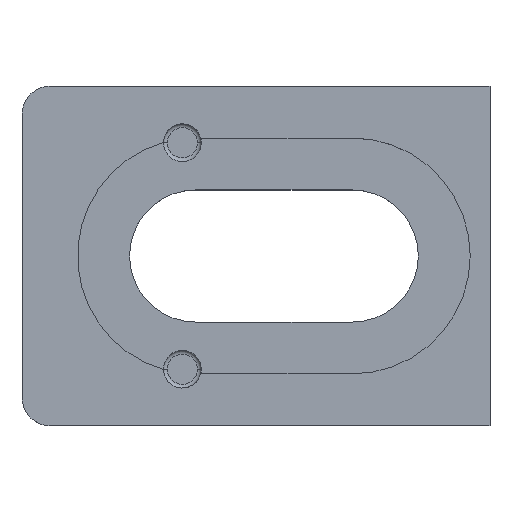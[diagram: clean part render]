
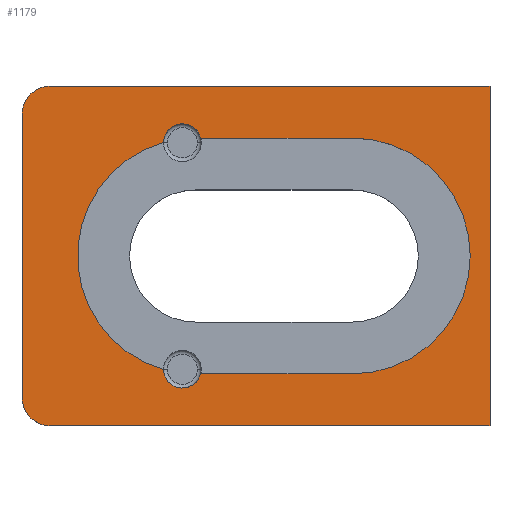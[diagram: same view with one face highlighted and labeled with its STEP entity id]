
A CAD part, top view. The second image highlights one B-rep face of the part: STEP entity #1179.
In plain terms, the highlighted planar face has unit normal (0, 0, 1).
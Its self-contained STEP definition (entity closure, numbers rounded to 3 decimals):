
#11 = CARTESIAN_POINT ( 'NONE',  ( -2.932, -6.25, 3. ) ) ;
#18 = CARTESIAN_POINT ( 'NONE',  ( -4.9, -6.014, 3. ) ) ;
#33 = DIRECTION ( 'NONE',  ( 0., 0., 1. ) ) ;
#63 = CARTESIAN_POINT ( 'NONE',  ( -3.9, 6., 3. ) ) ;
#68 = LINE ( 'NONE', #229, #1126 ) ;
#104 = ORIENTED_EDGE ( 'NONE', *, *, #1395, .T. ) ;
#111 = LINE ( 'NONE', #1225, #1583 ) ;
#113 = EDGE_CURVE ( 'NONE', #1050, #554, #1170, .T. ) ;
#149 = CARTESIAN_POINT ( 'NONE',  ( 0., 0., 3. ) ) ;
#156 = DIRECTION ( 'NONE',  ( 0., 0., 1. ) ) ;
#161 = LINE ( 'NONE', #985, #1016 ) ;
#183 = FACE_OUTER_BOUND ( 'NONE', #1586, .T. ) ;
#193 = VECTOR ( 'NONE', #1601, 1000. ) ;
#201 = CARTESIAN_POINT ( 'NONE',  ( -10.9, 9., 3. ) ) ;
#206 = DIRECTION ( 'NONE',  ( -1., 0., 0. ) ) ;
#214 = AXIS2_PLACEMENT_3D ( 'NONE', #400, #1286, #1029 ) ;
#226 = ORIENTED_EDGE ( 'NONE', *, *, #397, .T. ) ;
#229 = CARTESIAN_POINT ( 'NONE',  ( 12.4, -9., 3. ) ) ;
#248 = DIRECTION ( 'NONE',  ( 0., -1., 0. ) ) ;
#276 = VERTEX_POINT ( 'NONE', #877 ) ;
#284 = EDGE_LOOP ( 'NONE', ( #1575, #721, #813, #772, #1561, #1417, #389 ) ) ;
#291 = VERTEX_POINT ( 'NONE', #18 ) ;
#345 = VERTEX_POINT ( 'NONE', #1015 ) ;
#352 = CARTESIAN_POINT ( 'NONE',  ( -2.932, 6.25, 3. ) ) ;
#353 = ORIENTED_EDGE ( 'NONE', *, *, #1142, .T. ) ;
#354 = CARTESIAN_POINT ( 'NONE',  ( 5.1, 6.25, 3. ) ) ;
#384 = AXIS2_PLACEMENT_3D ( 'NONE', #1386, #156, #1399 ) ;
#389 = ORIENTED_EDGE ( 'NONE', *, *, #1565, .F. ) ;
#395 = DIRECTION ( 'NONE',  ( 1., 0., 0. ) ) ;
#397 = EDGE_CURVE ( 'NONE', #615, #1490, #904, .T. ) ;
#399 = DIRECTION ( 'NONE',  ( 0., 0., 1. ) ) ;
#400 = CARTESIAN_POINT ( 'NONE',  ( -10.9, -7.5, 3. ) ) ;
#418 = EDGE_CURVE ( 'NONE', #651, #760, #1400, .T. ) ;
#426 = PLANE ( 'NONE',  #835 ) ;
#440 = CARTESIAN_POINT ( 'NONE',  ( -10.9, -9., 3. ) ) ;
#446 = CARTESIAN_POINT ( 'NONE',  ( 11.35, 0., 3. ) ) ;
#450 = ORIENTED_EDGE ( 'NONE', *, *, #1271, .T. ) ;
#469 = VERTEX_POINT ( 'NONE', #446 ) ;
#470 = CIRCLE ( 'NONE', #803, 6.25 ) ;
#471 = AXIS2_PLACEMENT_3D ( 'NONE', #63, #1166, #555 ) ;
#477 = CIRCLE ( 'NONE', #1564, 1. ) ;
#554 = VERTEX_POINT ( 'NONE', #1061 ) ;
#555 = DIRECTION ( 'NONE',  ( 1., 0., 0. ) ) ;
#561 = DIRECTION ( 'NONE',  ( 1., 0., 0. ) ) ;
#607 = ORIENTED_EDGE ( 'NONE', *, *, #1456, .T. ) ;
#615 = VERTEX_POINT ( 'NONE', #1211 ) ;
#626 = CIRCLE ( 'NONE', #1010, 6.25 ) ;
#643 = CARTESIAN_POINT ( 'NONE',  ( 5.1, 0., 3. ) ) ;
#651 = VERTEX_POINT ( 'NONE', #11 ) ;
#652 = CARTESIAN_POINT ( 'NONE',  ( 5.1, 0., 3. ) ) ;
#667 = DIRECTION ( 'NONE',  ( 1., 0., 0. ) ) ;
#675 = CIRCLE ( 'NONE', #384, 1.5 ) ;
#721 = ORIENTED_EDGE ( 'NONE', *, *, #113, .F. ) ;
#734 = CARTESIAN_POINT ( 'NONE',  ( 12.4, 9., 3. ) ) ;
#748 = DIRECTION ( 'NONE',  ( -1., 0., 0. ) ) ;
#755 = EDGE_CURVE ( 'NONE', #1287, #615, #1352, .T. ) ;
#760 = VERTEX_POINT ( 'NONE', #1602 ) ;
#772 = ORIENTED_EDGE ( 'NONE', *, *, #1192, .F. ) ;
#787 = FACE_BOUND ( 'NONE', #284, .T. ) ;
#788 = CARTESIAN_POINT ( 'NONE',  ( 5.1, -6.25, 3. ) ) ;
#791 = DIRECTION ( 'NONE',  ( 0., 0., 1. ) ) ;
#803 = AXIS2_PLACEMENT_3D ( 'NONE', #652, #33, #667 ) ;
#813 = ORIENTED_EDGE ( 'NONE', *, *, #1084, .F. ) ;
#835 = AXIS2_PLACEMENT_3D ( 'NONE', #149, #1285, #1414 ) ;
#850 = VECTOR ( 'NONE', #395, 1000. ) ;
#852 = DIRECTION ( 'NONE',  ( -1., 0., 0. ) ) ;
#877 = CARTESIAN_POINT ( 'NONE',  ( 12.4, 9., 3. ) ) ;
#901 = CARTESIAN_POINT ( 'NONE',  ( -3.9, -6., 3. ) ) ;
#904 = CIRCLE ( 'NONE', #214, 1.5 ) ;
#964 = VERTEX_POINT ( 'NONE', #201 ) ;
#985 = CARTESIAN_POINT ( 'NONE',  ( 12.4, 9., 3. ) ) ;
#994 = CARTESIAN_POINT ( 'NONE',  ( -12.4, 9., 3. ) ) ;
#1010 = AXIS2_PLACEMENT_3D ( 'NONE', #1028, #399, #1514 ) ;
#1014 = DIRECTION ( 'NONE',  ( 1., 0., 0. ) ) ;
#1015 = CARTESIAN_POINT ( 'NONE',  ( 12.4, -9., 3. ) ) ;
#1016 = VECTOR ( 'NONE', #748, 1000. ) ;
#1028 = CARTESIAN_POINT ( 'NONE',  ( -3.2, 0., 3. ) ) ;
#1029 = DIRECTION ( 'NONE',  ( -1., 0., 0. ) ) ;
#1035 = AXIS2_PLACEMENT_3D ( 'NONE', #643, #1137, #1014 ) ;
#1050 = VERTEX_POINT ( 'NONE', #352 ) ;
#1061 = CARTESIAN_POINT ( 'NONE',  ( -4.9, 6.014, 3. ) ) ;
#1084 = EDGE_CURVE ( 'NONE', #1477, #1050, #111, .T. ) ;
#1092 = EDGE_CURVE ( 'NONE', #554, #291, #626, .T. ) ;
#1126 = VECTOR ( 'NONE', #561, 1000. ) ;
#1137 = DIRECTION ( 'NONE',  ( 0., 0., 1. ) ) ;
#1142 = EDGE_CURVE ( 'NONE', #964, #1287, #675, .T. ) ;
#1143 = ORIENTED_EDGE ( 'NONE', *, *, #755, .T. ) ;
#1166 = DIRECTION ( 'NONE',  ( 0., 0., 1. ) ) ;
#1170 = CIRCLE ( 'NONE', #471, 1. ) ;
#1179 = ADVANCED_FACE ( 'NONE', ( #787, #183 ), #426, .F. ) ;
#1192 = EDGE_CURVE ( 'NONE', #469, #1477, #470, .T. ) ;
#1203 = EDGE_CURVE ( 'NONE', #760, #469, #1375, .T. ) ;
#1211 = CARTESIAN_POINT ( 'NONE',  ( -12.4, -7.5, 3. ) ) ;
#1225 = CARTESIAN_POINT ( 'NONE',  ( 5.1, 6.25, 3. ) ) ;
#1271 = EDGE_CURVE ( 'NONE', #1490, #345, #68, .T. ) ;
#1285 = DIRECTION ( 'NONE',  ( 0., 0., -1. ) ) ;
#1286 = DIRECTION ( 'NONE',  ( 0., 0., 1. ) ) ;
#1287 = VERTEX_POINT ( 'NONE', #1324 ) ;
#1324 = CARTESIAN_POINT ( 'NONE',  ( -12.4, 7.5, 3. ) ) ;
#1352 = LINE ( 'NONE', #994, #1581 ) ;
#1364 = LINE ( 'NONE', #734, #193 ) ;
#1375 = CIRCLE ( 'NONE', #1035, 6.25 ) ;
#1386 = CARTESIAN_POINT ( 'NONE',  ( -10.9, 7.5, 3. ) ) ;
#1395 = EDGE_CURVE ( 'NONE', #345, #276, #1364, .T. ) ;
#1399 = DIRECTION ( 'NONE',  ( -1., 0., 0. ) ) ;
#1400 = LINE ( 'NONE', #788, #850 ) ;
#1414 = DIRECTION ( 'NONE',  ( -1., 0., 0. ) ) ;
#1417 = ORIENTED_EDGE ( 'NONE', *, *, #418, .F. ) ;
#1456 = EDGE_CURVE ( 'NONE', #276, #964, #161, .T. ) ;
#1477 = VERTEX_POINT ( 'NONE', #354 ) ;
#1490 = VERTEX_POINT ( 'NONE', #440 ) ;
#1514 = DIRECTION ( 'NONE',  ( 1., 0., 0. ) ) ;
#1561 = ORIENTED_EDGE ( 'NONE', *, *, #1203, .F. ) ;
#1564 = AXIS2_PLACEMENT_3D ( 'NONE', #901, #791, #206 ) ;
#1565 = EDGE_CURVE ( 'NONE', #291, #651, #477, .T. ) ;
#1575 = ORIENTED_EDGE ( 'NONE', *, *, #1092, .F. ) ;
#1581 = VECTOR ( 'NONE', #248, 1000. ) ;
#1583 = VECTOR ( 'NONE', #852, 1000. ) ;
#1586 = EDGE_LOOP ( 'NONE', ( #1143, #226, #450, #104, #607, #353 ) ) ;
#1601 = DIRECTION ( 'NONE',  ( 0., 1., 0. ) ) ;
#1602 = CARTESIAN_POINT ( 'NONE',  ( 5.1, -6.25, 3. ) ) ;
